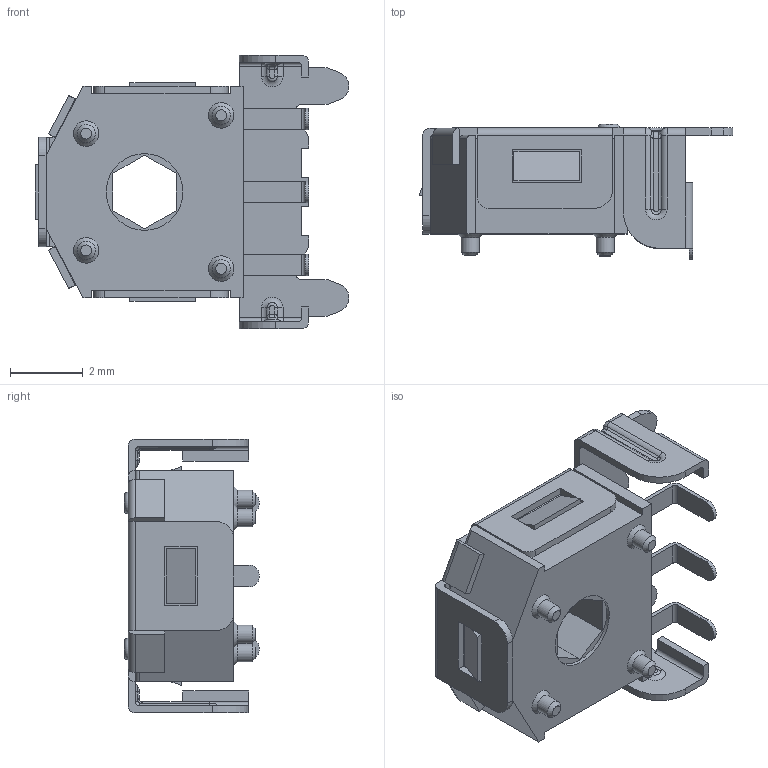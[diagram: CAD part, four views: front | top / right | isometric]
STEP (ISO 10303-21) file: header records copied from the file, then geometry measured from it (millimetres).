
FILE_DESCRIPTION(/* description */ (''),/* implementation_level */ '2;1');
FILE_NAME(/* name */ 'EN05VS1212NHH.stp',/* time_stamp */ '2021-03-22T14:52:59-04:00',/* author */ ('avery.harrell'),/* organization */ (''),/* preprocessor_version */ 'ST-DEVELOPER v17.2',/* originating_system */ 'Autodesk Inventor 2019',/* authorisation */ '');
FILE_SCHEMA (('AUTOMOTIVE_DESIGN { 1 0 10303 214 3 1 1 }'));
Products named in the file (4): EN05VS; EN05VS bracket; EN05VS terminals; EN05 body3
Assembly tree (3 placements, depth 2):
  EN05VS
    EN05VS bracket
    EN05VS terminals
    EN05 body3
Bounding box: 8.6 x 3.7 x 7.5 mm (x, y, z)
Volume: 73.6 mm3; surface area: 329 mm2
Topology: 5 solids, 5 shells, 333 faces, 848 edges, 539 vertices
Faces by surface type: plane 182, cylinder 109, bspline 20, torus 10, cone 8, sphere 4
Full cylindrical faces by diameter (mm): 0.5 x4, 0.6 x2, 0.65 x2, 2.1 x2, 2.4 x1, 3 x1, 4.6 x1
Entity records: 10636 total; most frequent: CARTESIAN_POINT 2242, DIRECTION 1759, ORIENTED_EDGE 1696, EDGE_CURVE 848, AXIS2_PLACEMENT_3D 591, LINE 577, VECTOR 577, VERTEX_POINT 539
